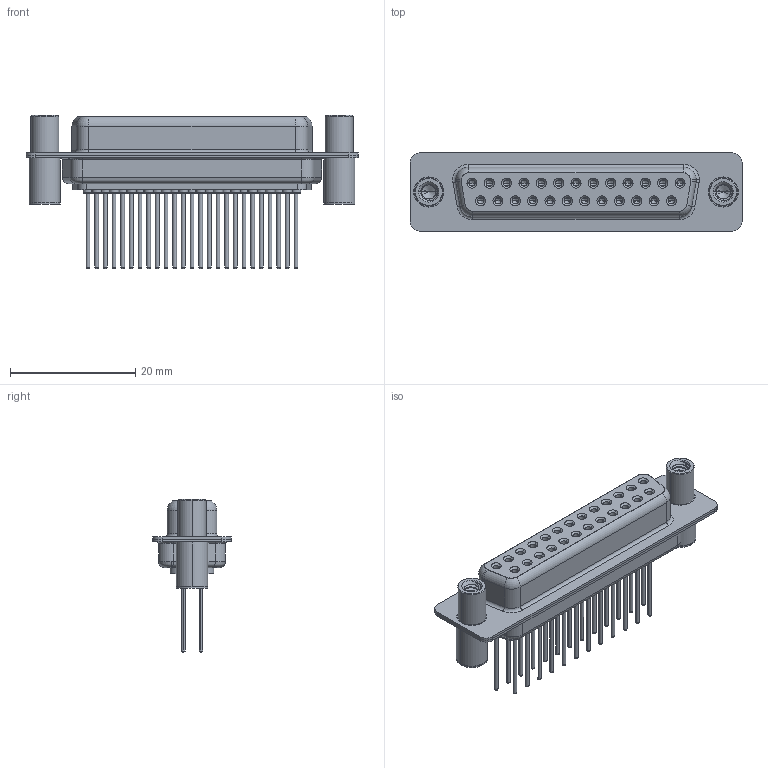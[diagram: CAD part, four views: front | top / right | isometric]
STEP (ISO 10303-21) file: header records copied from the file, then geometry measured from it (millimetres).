
FILE_DESCRIPTION (( 'STEP AP203' ), '1' );
FILE_NAME ('628-M25-323-GT4.STEP', '2020-07-17T02:25:48', ( '' ), ( '' ), 'SwSTEP 2.0', 'SolidWorks 2020', '' );
FILE_SCHEMA (( 'CONFIG_CONTROL_DESIGN' ));
Length unit declared in the file: millimetre
Products named in the file (7): 628M 4-40 Threaded Standoff and Board Spacer; 628M Contact Row 2_23; 628-M25-323-GT4; 628M Housing_25 Contacts; 628M Shell Rear_25 Contacts; 628M Shell Front_25 Contacts; 628M Contact Row 1_23
Assembly tree (30 placements, depth 2):
  628-M25-323-GT4
    628M Housing_25 Contacts
    628M Shell Front_25 Contacts
    628M Shell Rear_25 Contacts
    628M Contact Row 1_23  x13
    628M Contact Row 2_23  x12
    628M 4-40 Threaded Standoff and Board Spacer  x2
Bounding box: 53.05 x 12.5 x 24.47 mm (x, y, z)
Volume: 4074 mm3; surface area: 9989.9 mm2
Topology: 30 solids, 30 shells, 1740 faces, 4061 edges, 2490 vertices
Faces by surface type: cylinder 664, plane 448, torus 411, cone 205, bspline 12
Entity records: 23640 total; most frequent: CARTESIAN_POINT 5816, DIRECTION 3776, ORIENTED_EDGE 3210, EDGE_CURVE 1605, AXIS2_PLACEMENT_3D 1592, VERTEX_POINT 1012, CIRCLE 867, EDGE_LOOP 853
